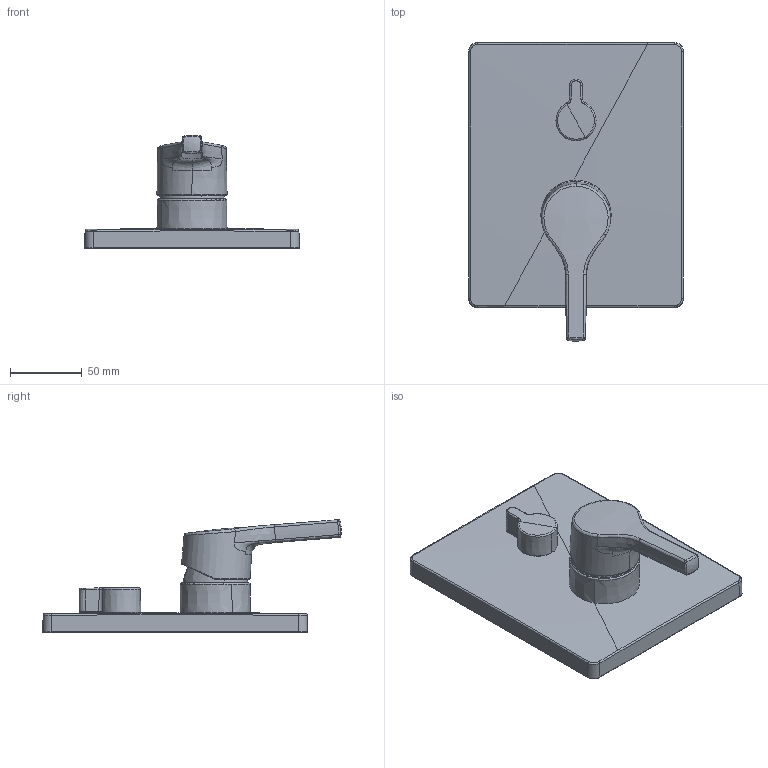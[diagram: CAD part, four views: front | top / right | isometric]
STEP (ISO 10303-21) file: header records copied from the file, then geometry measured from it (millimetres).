
FILE_DESCRIPTION (( 'STEP AP203' ), '1' );
FILE_NAME ('80503001.STEP', '2018-07-13T07:33:55', ( '' ), ( '' ), 'SwSTEP 2.0', 'SolidWorks 2016', '' );
FILE_SCHEMA (( 'CONFIG_CONTROL_DESIGN' ));
Length unit declared in the file: millimetre
Products named in the file (1): 80503001
Bounding box: 149.97 x 208.55 x 79.09 mm (x, y, z)
Volume: 506295.9 mm3; surface area: 77793.4 mm2
Topology: 1 solids, 1 shells, 112 faces, 279 edges, 171 vertices
Faces by surface type: bspline 62, cylinder 16, torus 12, plane 11, sphere 6, cone 5
Entity records: 12130 total; most frequent: CARTESIAN_POINT 9933, ORIENTED_EDGE 558, EDGE_CURVE 279, DIRECTION 268, VERTEX_POINT 171, B_SPLINE_CURVE_WITH_KNOTS 166, AXIS2_PLACEMENT_3D 118, EDGE_LOOP 114
